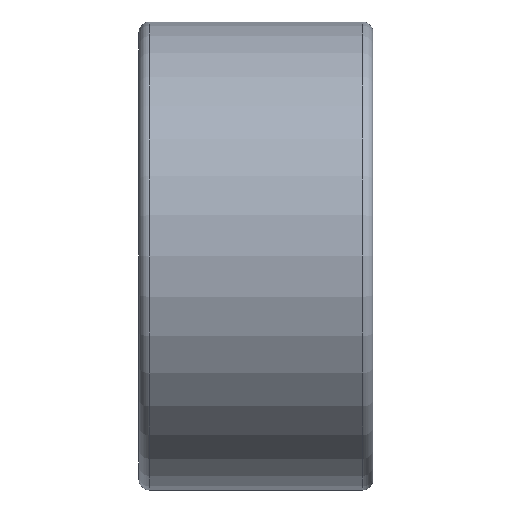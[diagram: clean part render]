
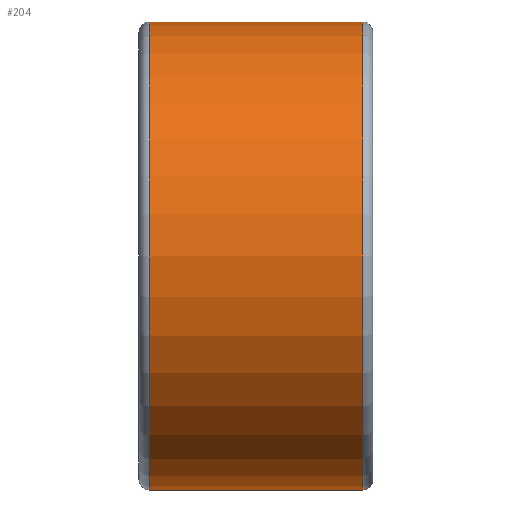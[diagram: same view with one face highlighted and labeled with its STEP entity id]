
A CAD part, left-side view. The second image highlights one B-rep face of the part: STEP entity #204.
In plain terms, the highlighted cylindrical face has radius 22.5 mm (diameter 45 mm), a partial arc.
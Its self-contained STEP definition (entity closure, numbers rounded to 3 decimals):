
#1 = EDGE_CURVE ( 'NONE', #221, #389, #77, .T. ) ;
#19 = CARTESIAN_POINT ( 'NONE',  ( 0., 1., -22.5 ) ) ;
#37 = CARTESIAN_POINT ( 'NONE',  ( 0., 21.5, -22.5 ) ) ;
#43 = DIRECTION ( 'NONE',  ( 0., -1., 0. ) ) ;
#44 = ORIENTED_EDGE ( 'NONE', *, *, #138, .T. ) ;
#46 = AXIS2_PLACEMENT_3D ( 'NONE', #369, #57, #318 ) ;
#48 = AXIS2_PLACEMENT_3D ( 'NONE', #87, #216, #120 ) ;
#57 = DIRECTION ( 'NONE',  ( 0., -1., 0. ) ) ;
#63 = CARTESIAN_POINT ( 'NONE',  ( 0., 21.5, 22.5 ) ) ;
#73 = VERTEX_POINT ( 'NONE', #19 ) ;
#77 = LINE ( 'NONE', #306, #326 ) ;
#87 = CARTESIAN_POINT ( 'NONE',  ( 0., 22.5, 0. ) ) ;
#110 = DIRECTION ( 'NONE',  ( 0., 1., 0. ) ) ;
#120 = DIRECTION ( 'NONE',  ( 0., 0., -1. ) ) ;
#122 = CIRCLE ( 'NONE', #225, 22.5 ) ;
#134 = LINE ( 'NONE', #193, #320 ) ;
#138 = EDGE_CURVE ( 'NONE', #73, #389, #122, .T. ) ;
#163 = ORIENTED_EDGE ( 'NONE', *, *, #178, .T. ) ;
#170 = ORIENTED_EDGE ( 'NONE', *, *, #1, .F. ) ;
#177 = DIRECTION ( 'NONE',  ( 0., 0., 1. ) ) ;
#178 = EDGE_CURVE ( 'NONE', #221, #327, #377, .T. ) ;
#193 = CARTESIAN_POINT ( 'NONE',  ( 0., 22.5, -22.5 ) ) ;
#194 = ORIENTED_EDGE ( 'NONE', *, *, #341, .T. ) ;
#204 = ADVANCED_FACE ( 'NONE', ( #208 ), #378, .T. ) ;
#208 = FACE_OUTER_BOUND ( 'NONE', #228, .T. ) ;
#211 = CARTESIAN_POINT ( 'NONE',  ( 0., 1., 0. ) ) ;
#216 = DIRECTION ( 'NONE',  ( 0., -1., 0. ) ) ;
#221 = VERTEX_POINT ( 'NONE', #63 ) ;
#225 = AXIS2_PLACEMENT_3D ( 'NONE', #211, #110, #177 ) ;
#228 = EDGE_LOOP ( 'NONE', ( #170, #163, #194, #44 ) ) ;
#259 = CARTESIAN_POINT ( 'NONE',  ( 0., 1., 22.5 ) ) ;
#306 = CARTESIAN_POINT ( 'NONE',  ( 0., 22.5, 22.5 ) ) ;
#318 = DIRECTION ( 'NONE',  ( 0., 0., 1. ) ) ;
#320 = VECTOR ( 'NONE', #43, 1000. ) ;
#326 = VECTOR ( 'NONE', #398, 1000. ) ;
#327 = VERTEX_POINT ( 'NONE', #37 ) ;
#341 = EDGE_CURVE ( 'NONE', #327, #73, #134, .T. ) ;
#369 = CARTESIAN_POINT ( 'NONE',  ( 0., 21.5, 0. ) ) ;
#377 = CIRCLE ( 'NONE', #46, 22.5 ) ;
#378 = CYLINDRICAL_SURFACE ( 'NONE', #48, 22.5 ) ;
#389 = VERTEX_POINT ( 'NONE', #259 ) ;
#398 = DIRECTION ( 'NONE',  ( 0., -1., 0. ) ) ;
